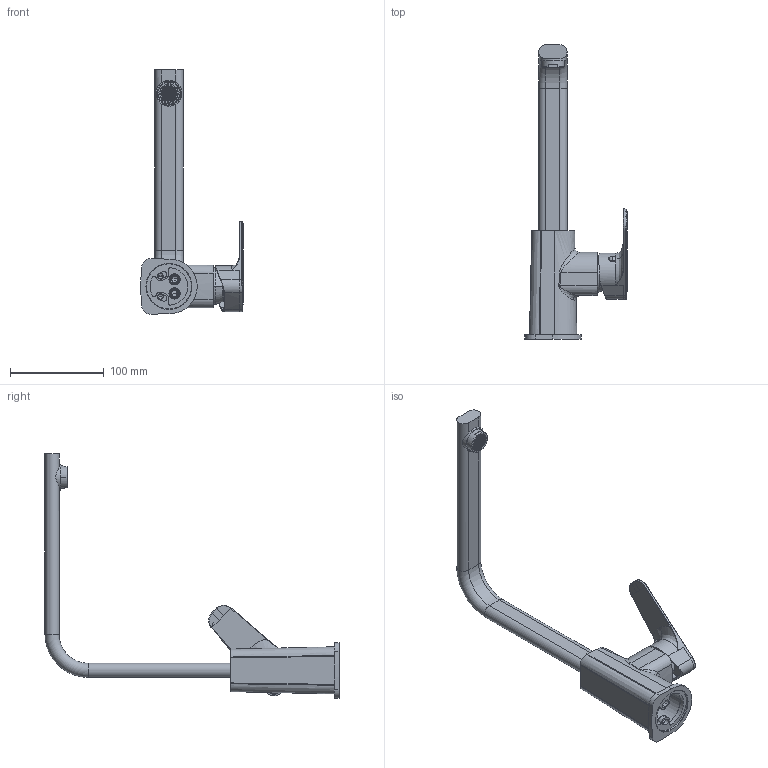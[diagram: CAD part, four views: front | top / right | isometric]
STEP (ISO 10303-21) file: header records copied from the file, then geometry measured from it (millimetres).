
FILE_DESCRIPTION((''),'2;1');
FILE_NAME('SY180CR','2021-04-13T13:07:31',('ut3'),('PAFFONI SpA'),'CREO PARAMETRIC BY PTC INC, 2020044','CREO PARAMETRIC BY PTC INC, 2020044','');
FILE_SCHEMA(('CONFIG_CONTROL_DESIGN','SHAPE_APPEARANCE_LAYERS_GROUPS'));
Products named in the file (1): SY180CR
Bounding box: 108.84 x 313 x 260.14 mm (x, y, z)
Volume: 279724.2 mm3; surface area: 151600.1 mm2
Topology: 2 solids, 2 shells, 3364 faces, 9763 edges, 6370 vertices
Faces by surface type: plane 2422, cylinder 533, cone 218, bspline 101, torus 72, sphere 12, extrusion 6
Entity records: 136781 total; most frequent: CARTESIAN_POINT 31565, ORIENTED_EDGE 19482, DIRECTION 18530, EDGE_CURVE 9741, VECTOR 6422, LINE 6416, VERTEX_POINT 6370, AXIS2_PLACEMENT_3D 6054
